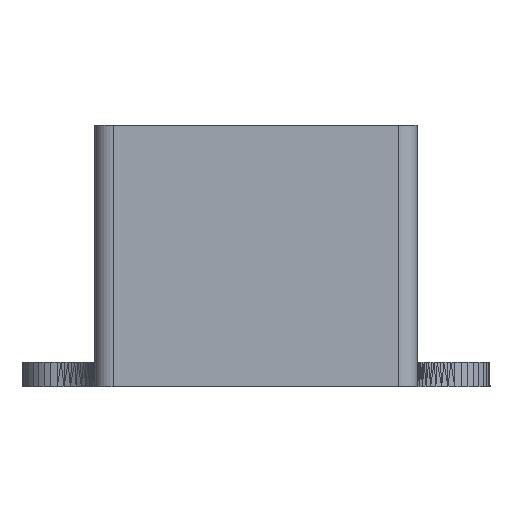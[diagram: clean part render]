
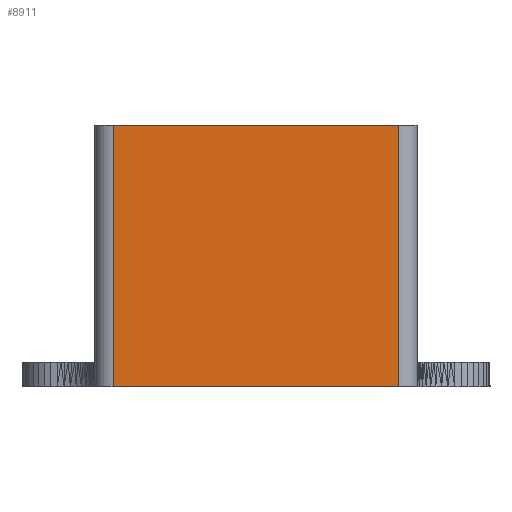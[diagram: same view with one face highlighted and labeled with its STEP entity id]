
A CAD part, left-side view. The second image highlights one B-rep face of the part: STEP entity #8911.
In plain terms, the highlighted planar face has unit normal (-1, 0, 0).
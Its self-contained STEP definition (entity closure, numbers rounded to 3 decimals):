
#534=PLANE('',#9467);
#1054=FACE_OUTER_BOUND('',#1581,.T.);
#1581=EDGE_LOOP('',(#8091,#8092,#8093,#8094));
#2782=LINE('',#14192,#3981);
#2786=LINE('',#14201,#3985);
#2787=LINE('',#14203,#3986);
#2788=LINE('',#14204,#3987);
#3981=VECTOR('',#11734,10.);
#3985=VECTOR('',#11742,10.);
#3986=VECTOR('',#11743,10.);
#3987=VECTOR('',#11744,10.);
#4707=VERTEX_POINT('',#14188);
#4709=VERTEX_POINT('',#14191);
#4712=VERTEX_POINT('',#14200);
#4713=VERTEX_POINT('',#14202);
#5925=EDGE_CURVE('',#4709,#4707,#2782,.T.);
#5930=EDGE_CURVE('',#4712,#4709,#2786,.T.);
#5931=EDGE_CURVE('',#4713,#4707,#2787,.T.);
#5932=EDGE_CURVE('',#4712,#4713,#2788,.T.);
#8091=ORIENTED_EDGE('',*,*,#5930,.T.);
#8092=ORIENTED_EDGE('',*,*,#5925,.T.);
#8093=ORIENTED_EDGE('',*,*,#5931,.F.);
#8094=ORIENTED_EDGE('',*,*,#5932,.F.);
#8911=ADVANCED_FACE('',(#1054),#534,.F.);
#9467=AXIS2_PLACEMENT_3D('',#14199,#11740,#11741);
#11734=DIRECTION('',(0.,1.,0.));
#11740=DIRECTION('center_axis',(1.,0.,0.));
#11741=DIRECTION('ref_axis',(0.,1.,0.));
#11742=DIRECTION('',(0.,0.,1.));
#11743=DIRECTION('',(0.,0.,1.));
#11744=DIRECTION('',(0.,1.,0.));
#14188=CARTESIAN_POINT('',(-75.,23.5,43.));
#14191=CARTESIAN_POINT('',(-75.,-23.5,43.));
#14192=CARTESIAN_POINT('',(-75.,-26.5,43.));
#14199=CARTESIAN_POINT('Origin',(-75.,-23.5,40.));
#14200=CARTESIAN_POINT('',(-75.,-23.5,0.));
#14201=CARTESIAN_POINT('',(-75.,-23.5,40.));
#14202=CARTESIAN_POINT('',(-75.,23.5,0.));
#14203=CARTESIAN_POINT('',(-75.,23.5,40.));
#14204=CARTESIAN_POINT('',(-75.,-26.5,0.));
